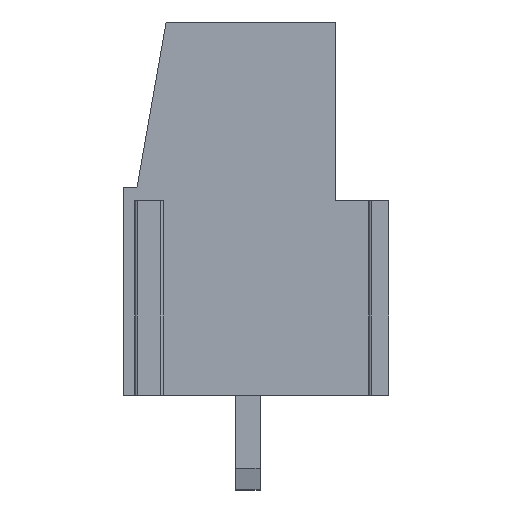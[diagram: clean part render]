
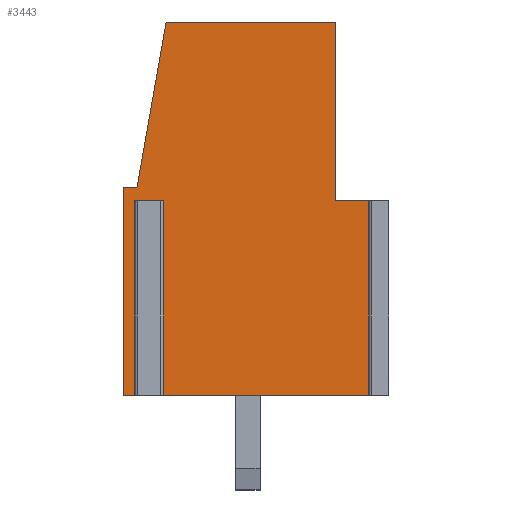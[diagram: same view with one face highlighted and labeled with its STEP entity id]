
A CAD part, left-side view. The second image highlights one B-rep face of the part: STEP entity #3443.
In plain terms, the highlighted planar face has unit normal (-1, 0, 0).
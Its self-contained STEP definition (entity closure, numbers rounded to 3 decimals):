
#460=VERTEX_POINT('',#4942);
#461=VERTEX_POINT('',#4944);
#467=VERTEX_POINT('',#4959);
#470=VERTEX_POINT('',#4967);
#472=VERTEX_POINT('',#4971);
#502=VERTEX_POINT('',#5036);
#516=VERTEX_POINT('',#5080);
#520=VERTEX_POINT('',#5091);
#522=VERTEX_POINT('',#5097);
#523=VERTEX_POINT('',#5099);
#524=VERTEX_POINT('',#5101);
#525=VERTEX_POINT('',#5104);
#849=VECTOR('',#4079,1.);
#856=VECTOR('',#4088,1.);
#861=VECTOR('',#4098,1.);
#892=VECTOR('',#4135,1.);
#914=VECTOR('',#4164,1.);
#919=VECTOR('',#4173,1.);
#921=VECTOR('',#4176,1.);
#922=VECTOR('',#4177,1.);
#923=VECTOR('',#4178,1.);
#924=VECTOR('',#4179,1.);
#925=VECTOR('',#4180,1.);
#926=VECTOR('',#4181,1.);
#1299=LINE('',#4943,#849);
#1306=LINE('',#4958,#856);
#1311=LINE('',#4972,#861);
#1342=LINE('',#5037,#892);
#1364=LINE('',#5079,#914);
#1369=LINE('',#5093,#919);
#1371=LINE('',#5096,#921);
#1372=LINE('',#5098,#922);
#1373=LINE('',#5100,#923);
#1374=LINE('',#5102,#924);
#1375=LINE('',#5103,#925);
#1376=LINE('',#5105,#926);
#1763=EDGE_CURVE('',#461,#460,#1299,.T.);
#1770=EDGE_CURVE('',#467,#460,#1306,.T.);
#1777=EDGE_CURVE('',#470,#472,#1311,.T.);
#1810=EDGE_CURVE('',#472,#502,#1342,.T.);
#1832=EDGE_CURVE('',#516,#470,#1364,.T.);
#1838=EDGE_CURVE('',#467,#520,#1369,.T.);
#1840=EDGE_CURVE('',#502,#522,#1371,.T.);
#1841=EDGE_CURVE('',#522,#523,#1372,.T.);
#1842=EDGE_CURVE('',#523,#524,#1373,.T.);
#1843=EDGE_CURVE('',#524,#461,#1374,.T.);
#1844=EDGE_CURVE('',#520,#525,#1375,.T.);
#1845=EDGE_CURVE('',#525,#516,#1376,.T.);
#2587=ORIENTED_EDGE('',*,*,#1840,.T.);
#2588=ORIENTED_EDGE('',*,*,#1841,.T.);
#2589=ORIENTED_EDGE('',*,*,#1842,.T.);
#2590=ORIENTED_EDGE('',*,*,#1843,.T.);
#2591=ORIENTED_EDGE('',*,*,#1763,.T.);
#2592=ORIENTED_EDGE('',*,*,#1770,.F.);
#2593=ORIENTED_EDGE('',*,*,#1838,.T.);
#2594=ORIENTED_EDGE('',*,*,#1844,.T.);
#2595=ORIENTED_EDGE('',*,*,#1845,.T.);
#2596=ORIENTED_EDGE('',*,*,#1832,.T.);
#2597=ORIENTED_EDGE('',*,*,#1777,.T.);
#2598=ORIENTED_EDGE('',*,*,#1810,.T.);
#3087=EDGE_LOOP('',(#2587,#2588,#2589,#2590,#2591,#2592,#2593,#2594,#2595,
#2596,#2597,#2598));
#3267=FACE_BOUND('',#3087,.T.);
#3443=ADVANCED_FACE('',(#3267),#5540,.T.);
#3637=AXIS2_PLACEMENT_3D('',#5095,#4175,$);
#4079=DIRECTION('',(0.,0.,1.));
#4088=DIRECTION('',(0.,1.,0.));
#4098=DIRECTION('',(0.,0.,1.));
#4135=DIRECTION('',(0.,1.,0.));
#4164=DIRECTION('',(0.,1.,0.));
#4173=DIRECTION('',(0.,0.,-1.));
#4175=DIRECTION('',(-1.,0.,0.));
#4176=DIRECTION('',(0.,0.174,-0.985));
#4177=DIRECTION('',(0.,1.,0.));
#4178=DIRECTION('',(0.,0.,-1.));
#4179=DIRECTION('',(0.,-1.,0.));
#4180=DIRECTION('',(0.,-1.,0.));
#4181=DIRECTION('',(0.,0.,1.));
#4942=CARTESIAN_POINT('',(-2.5,-0.696,7.2));
#4943=CARTESIAN_POINT('',(-2.5,-0.696,0.));
#4944=CARTESIAN_POINT('',(-2.5,-0.696,0.));
#4958=CARTESIAN_POINT('',(-2.5,-1.204,7.2));
#4959=CARTESIAN_POINT('',(-2.5,-1.204,7.2));
#4967=CARTESIAN_POINT('',(-2.5,-7.85,7.2));
#4971=CARTESIAN_POINT('',(-2.5,-7.85,13.8));
#4972=CARTESIAN_POINT('',(-2.5,-7.85,7.2));
#5036=CARTESIAN_POINT('',(-2.5,-1.576,13.8));
#5037=CARTESIAN_POINT('',(-2.5,-7.85,13.8));
#5079=CARTESIAN_POINT('',(-2.5,-9.346,7.2));
#5080=CARTESIAN_POINT('',(-2.5,-9.346,7.2));
#5091=CARTESIAN_POINT('',(-2.5,-1.204,0.));
#5093=CARTESIAN_POINT('',(-2.5,-1.204,7.2));
#5095=CARTESIAN_POINT('',(-2.5,0.,0.));
#5096=CARTESIAN_POINT('',(-2.5,-1.576,13.8));
#5097=CARTESIAN_POINT('',(-2.5,-0.5,7.7));
#5098=CARTESIAN_POINT('',(-2.5,-0.5,7.7));
#5099=CARTESIAN_POINT('',(-2.5,0.,7.7));
#5100=CARTESIAN_POINT('',(-2.5,0.,7.7));
#5101=CARTESIAN_POINT('',(-2.5,0.,0.));
#5102=CARTESIAN_POINT('',(-2.5,0.,0.));
#5103=CARTESIAN_POINT('',(-2.5,-1.204,0.));
#5104=CARTESIAN_POINT('',(-2.5,-9.346,0.));
#5105=CARTESIAN_POINT('',(-2.5,-9.346,0.));
#5540=PLANE('',#3637);
